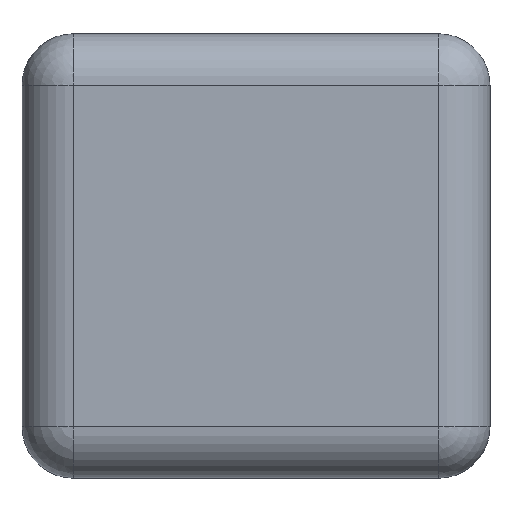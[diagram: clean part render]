
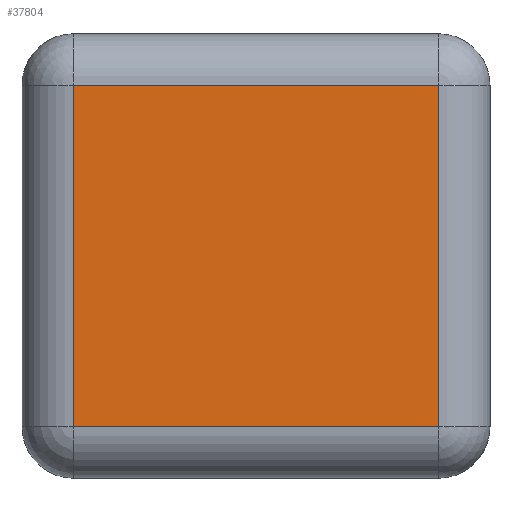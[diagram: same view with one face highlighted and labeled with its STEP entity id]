
A CAD part, front view. The second image highlights one B-rep face of the part: STEP entity #37804.
In plain terms, the highlighted planar face has unit normal (0, -1, 0).
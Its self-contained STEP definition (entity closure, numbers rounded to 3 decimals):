
#315 = ORIENTED_EDGE ( 'NONE', *, *, #8152, .T. ) ;
#4802 = ORIENTED_EDGE ( 'NONE', *, *, #43451, .T. ) ;
#5847 = DIRECTION ( 'NONE',  ( -1., 0., 0. ) ) ;
#6374 = CARTESIAN_POINT ( 'NONE',  ( -283.679, -786.042, -265.352 ) ) ;
#6484 = CARTESIAN_POINT ( 'NONE',  ( -283.679, -786.042, 265.352 ) ) ;
#7458 = DIRECTION ( 'NONE',  ( 1., 0., 0. ) ) ;
#8152 = EDGE_CURVE ( 'NONE', #23879, #28489, #43036, .T. ) ;
#10087 = CARTESIAN_POINT ( 'NONE',  ( 283.679, -786.042, 265.352 ) ) ;
#12469 = CARTESIAN_POINT ( 'NONE',  ( 0., -786.042, 0. ) ) ;
#13585 = CARTESIAN_POINT ( 'NONE',  ( 283.679, -786.042, -265.352 ) ) ;
#14339 = LINE ( 'NONE', #25294, #28525 ) ;
#14962 = DIRECTION ( 'NONE',  ( 0., 1., 0. ) ) ;
#16425 = VECTOR ( 'NONE', #28746, 1000. ) ;
#17046 = CARTESIAN_POINT ( 'NONE',  ( -363.679, -786.042, 265.352 ) ) ;
#20486 = EDGE_CURVE ( 'NONE', #26827, #37754, #14339, .T. ) ;
#23879 = VERTEX_POINT ( 'NONE', #13585 ) ;
#25092 = VECTOR ( 'NONE', #5847, 1000. ) ;
#25294 = CARTESIAN_POINT ( 'NONE',  ( -283.679, -786.042, -345.352 ) ) ;
#25949 = EDGE_LOOP ( 'NONE', ( #315, #42034, #31735, #4802 ) ) ;
#26141 = FACE_OUTER_BOUND ( 'NONE', #25949, .T. ) ;
#26827 = VERTEX_POINT ( 'NONE', #6484 ) ;
#28489 = VERTEX_POINT ( 'NONE', #10087 ) ;
#28525 = VECTOR ( 'NONE', #35318, 1000. ) ;
#28746 = DIRECTION ( 'NONE',  ( 0., 0., 1. ) ) ;
#29248 = DIRECTION ( 'NONE',  ( 0., 0., 1. ) ) ;
#30537 = EDGE_CURVE ( 'NONE', #28489, #26827, #43034, .T. ) ;
#30719 = LINE ( 'NONE', #44792, #47012 ) ;
#31735 = ORIENTED_EDGE ( 'NONE', *, *, #20486, .T. ) ;
#33064 = PLANE ( 'NONE',  #42926 ) ;
#35318 = DIRECTION ( 'NONE',  ( 0., 0., -1. ) ) ;
#37754 = VERTEX_POINT ( 'NONE', #6374 ) ;
#37804 = ADVANCED_FACE ( 'NONE', ( #26141 ), #33064, .F. ) ;
#40156 = CARTESIAN_POINT ( 'NONE',  ( 283.679, -786.042, 345.352 ) ) ;
#42034 = ORIENTED_EDGE ( 'NONE', *, *, #30537, .T. ) ;
#42926 = AXIS2_PLACEMENT_3D ( 'NONE', #12469, #14962, #29248 ) ;
#43034 = LINE ( 'NONE', #17046, #25092 ) ;
#43036 = LINE ( 'NONE', #40156, #16425 ) ;
#43451 = EDGE_CURVE ( 'NONE', #37754, #23879, #30719, .T. ) ;
#44792 = CARTESIAN_POINT ( 'NONE',  ( 363.679, -786.042, -265.352 ) ) ;
#47012 = VECTOR ( 'NONE', #7458, 1000. ) ;
